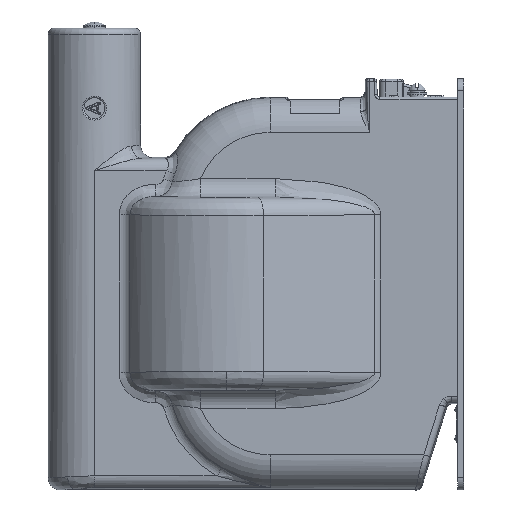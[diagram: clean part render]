
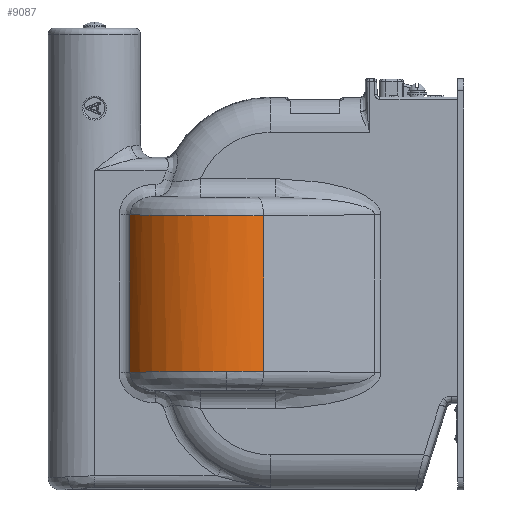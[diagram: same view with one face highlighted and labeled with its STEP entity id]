
A CAD part, left-side view. The second image highlights one B-rep face of the part: STEP entity #9087.
In plain terms, the highlighted cylindrical face has radius 89 mm (diameter 178 mm), a partial arc.
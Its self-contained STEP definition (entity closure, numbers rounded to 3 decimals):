
#2804 = CARTESIAN_POINT ( 'NONE',  ( -89., 99., -63.057 ) ) ;
#2811 = CARTESIAN_POINT ( 'NONE',  ( -89., 88.608, -63.057 ) ) ;
#2812 = CARTESIAN_POINT ( 'NONE',  ( -87.198, 78.373, -63.096 ) ) ;
#2813 = CARTESIAN_POINT ( 'NONE',  ( -83.649, 68.605, -63.174 ) ) ;
#3849 = LINE ( 'NONE', #4809, #3850 ) ;
#3850 = VECTOR ( 'NONE', #4810, 1000. ) ;
#3871 = VECTOR ( 'NONE', #5013, 1000. ) ;
#3874 = LINE ( 'NONE', #5005, #3871 ) ;
#4809 = CARTESIAN_POINT ( 'NONE',  ( -83.649, 68.605, -80. ) ) ;
#4810 = DIRECTION ( 'NONE',  ( 0., 0., 1. ) ) ;
#4856 = CARTESIAN_POINT ( 'NONE',  ( -42.702, 177.087, -64.065 ) ) ;
#4932 = CARTESIAN_POINT ( 'NONE',  ( -71.981, 161.075, -63.428 ) ) ;
#4933 = CARTESIAN_POINT ( 'NONE',  ( -89., 132.371, -63.057 ) ) ;
#4934 = CARTESIAN_POINT ( 'NONE',  ( -89., 99., -63.057 ) ) ;
#5005 = CARTESIAN_POINT ( 'NONE',  ( -42.702, 177.087, 80. ) ) ;
#5010 = CARTESIAN_POINT ( 'NONE',  ( -83.649, 68.605, 63.174 ) ) ;
#5013 = DIRECTION ( 'NONE',  ( 0., 0., -1. ) ) ;
#5015 = CARTESIAN_POINT ( 'NONE',  ( -99.379, 111.896, 62.831 ) ) ;
#5016 = CARTESIAN_POINT ( 'NONE',  ( -83.114, 154.987, 63.185 ) ) ;
#5017 = CARTESIAN_POINT ( 'NONE',  ( -42.702, 177.087, 64.065 ) ) ;
#6909 =( BOUNDED_CURVE ( )  B_SPLINE_CURVE ( 3, ( #2804, #2811, #2812, #2813 ),
 .UNSPECIFIED., .F., .T. ) 
 B_SPLINE_CURVE_WITH_KNOTS ( ( 4, 4 ),
 ( 0., 0.349 ),
 .UNSPECIFIED. ) 
 CURVE ( )  GEOMETRIC_REPRESENTATION_ITEM ( )  RATIONAL_B_SPLINE_CURVE ( ( 1., 0.99, 0.99, 1. ) ) 
 REPRESENTATION_ITEM ( '' )  );
#6931 =( BOUNDED_CURVE ( )  B_SPLINE_CURVE ( 3, ( #4856, #4932, #4933, #4934 ),
 .UNSPECIFIED., .F., .T. ) 
 B_SPLINE_CURVE_WITH_KNOTS ( ( 4, 4 ),
 ( 5.213, 6.283 ),
 .UNSPECIFIED. ) 
 CURVE ( )  GEOMETRIC_REPRESENTATION_ITEM ( )  RATIONAL_B_SPLINE_CURVE ( ( 1., 0.907, 0.907, 1. ) ) 
 REPRESENTATION_ITEM ( '' )  );
#6933 =( BOUNDED_CURVE ( )  B_SPLINE_CURVE ( 3, ( #5010, #5015, #5016, #5017 ),
 .UNSPECIFIED., .F., .T. ) 
 B_SPLINE_CURVE_WITH_KNOTS ( ( 4, 4 ),
 ( 2.793, 4.212 ),
 .UNSPECIFIED. ) 
 CURVE ( )  GEOMETRIC_REPRESENTATION_ITEM ( )  RATIONAL_B_SPLINE_CURVE ( ( 1., 0.839, 0.839, 1. ) ) 
 REPRESENTATION_ITEM ( '' )  );
#7265 = CARTESIAN_POINT ( 'NONE',  ( -89., 99., -63.057 ) ) ;
#7267 = CARTESIAN_POINT ( 'NONE',  ( -83.649, 68.605, -63.174 ) ) ;
#8356 = VERTEX_POINT ( 'NONE', #7267 ) ;
#8358 = VERTEX_POINT ( 'NONE', #7265 ) ;
#8554 = VERTEX_POINT ( 'NONE', #14731 ) ;
#8570 = VERTEX_POINT ( 'NONE', #14702 ) ;
#8572 = VERTEX_POINT ( 'NONE', #14698 ) ;
#9087 = ADVANCED_FACE ( 'NONE', ( #16082 ), #16084, .T. ) ;
#9930 = EDGE_CURVE ( 'NONE', #8358, #8356, #6909, .T. ) ;
#10493 = ORIENTED_EDGE ( 'NONE', *, *, #12931, .T. ) ;
#10494 = ORIENTED_EDGE ( 'NONE', *, *, #12929, .T. ) ;
#10495 = ORIENTED_EDGE ( 'NONE', *, *, #12912, .T. ) ;
#10496 = ORIENTED_EDGE ( 'NONE', *, *, #9930, .T. ) ;
#10497 = ORIENTED_EDGE ( 'NONE', *, *, #12864, .T. ) ;
#11520 = EDGE_LOOP ( 'NONE', ( #10493, #10494, #10495, #10496, #10497 ) ) ;
#12864 = EDGE_CURVE ( 'NONE', #8356, #8554, #3849, .T. ) ;
#12912 = EDGE_CURVE ( 'NONE', #8570, #8358, #6931, .T. ) ;
#12929 = EDGE_CURVE ( 'NONE', #8572, #8570, #3874, .T. ) ;
#12931 = EDGE_CURVE ( 'NONE', #8554, #8572, #6933, .T. ) ;
#14333 = AXIS2_PLACEMENT_3D ( 'NONE', #17531, #17532, #17534 ) ;
#14698 = CARTESIAN_POINT ( 'NONE',  ( -42.702, 177.087, 64.065 ) ) ;
#14702 = CARTESIAN_POINT ( 'NONE',  ( -42.702, 177.087, -64.065 ) ) ;
#14731 = CARTESIAN_POINT ( 'NONE',  ( -83.649, 68.605, 63.174 ) ) ;
#16082 = FACE_OUTER_BOUND ( 'NONE', #11520, .T. ) ;
#16084 = CYLINDRICAL_SURFACE ( 'NONE', #14333, 89. ) ;
#17531 = CARTESIAN_POINT ( 'NONE',  ( 0., 99., 80. ) ) ;
#17532 = DIRECTION ( 'NONE',  ( 0., 0., 1. ) ) ;
#17534 = DIRECTION ( 'NONE',  ( 0., -1., 0. ) ) ;
